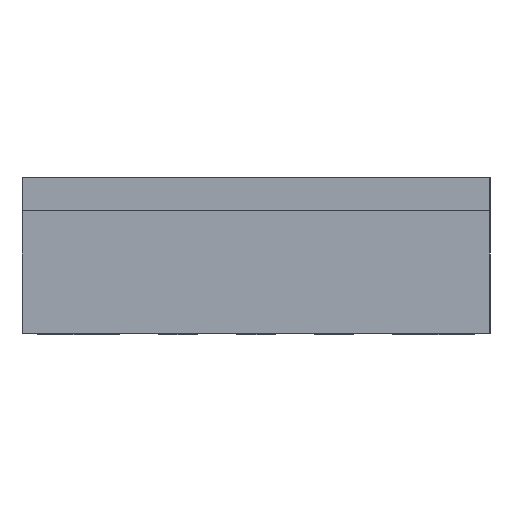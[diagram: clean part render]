
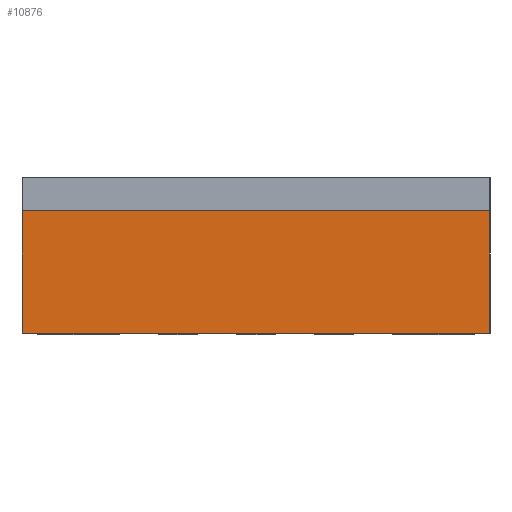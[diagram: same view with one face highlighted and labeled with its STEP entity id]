
A CAD part, left-side view. The second image highlights one B-rep face of the part: STEP entity #10876.
In plain terms, the highlighted planar face has unit normal (-1, 0, 0).
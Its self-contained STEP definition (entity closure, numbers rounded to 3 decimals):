
#419 = EDGE_CURVE ( 'NONE', #13278, #6313, #17305, .T. ) ;
#608 = DIRECTION ( 'NONE',  ( 0., 1., 0. ) ) ;
#725 = VERTEX_POINT ( 'NONE', #8409 ) ;
#1344 = CARTESIAN_POINT ( 'NONE',  ( -1.5, -1.5, 0.785 ) ) ;
#1736 = DIRECTION ( 'NONE',  ( 1., 0., 0. ) ) ;
#2039 = CARTESIAN_POINT ( 'NONE',  ( -1.5, -1.5, 0.785 ) ) ;
#2152 = DIRECTION ( 'NONE',  ( 0., -1., 0. ) ) ;
#2823 = ORIENTED_EDGE ( 'NONE', *, *, #7674, .T. ) ;
#3526 = LINE ( 'NONE', #15029, #17783 ) ;
#4207 = CARTESIAN_POINT ( 'NONE',  ( -1.5, 1.5, 0.785 ) ) ;
#4598 = CARTESIAN_POINT ( 'NONE',  ( -1.5, 1.5, 0. ) ) ;
#4739 = FACE_OUTER_BOUND ( 'NONE', #9665, .T. ) ;
#5906 = VERTEX_POINT ( 'NONE', #4598 ) ;
#6237 = PLANE ( 'NONE',  #13703 ) ;
#6313 = VERTEX_POINT ( 'NONE', #17239 ) ;
#6340 = ORIENTED_EDGE ( 'NONE', *, *, #6518, .T. ) ;
#6518 = EDGE_CURVE ( 'NONE', #5906, #6313, #3526, .T. ) ;
#7674 = EDGE_CURVE ( 'NONE', #725, #5906, #15295, .T. ) ;
#7839 = CARTESIAN_POINT ( 'NONE',  ( -1.5, 1.5, 0.785 ) ) ;
#8409 = CARTESIAN_POINT ( 'NONE',  ( -1.5, 1.5, 0.785 ) ) ;
#9374 = VECTOR ( 'NONE', #16120, 1000. ) ;
#9665 = EDGE_LOOP ( 'NONE', ( #6340, #16285, #15665, #2823 ) ) ;
#10358 = VECTOR ( 'NONE', #14509, 1000. ) ;
#10876 = ADVANCED_FACE ( 'NONE', ( #4739 ), #6237, .F. ) ;
#11270 = LINE ( 'NONE', #4207, #10358 ) ;
#11790 = VECTOR ( 'NONE', #13781, 1000. ) ;
#13278 = VERTEX_POINT ( 'NONE', #1344 ) ;
#13589 = CARTESIAN_POINT ( 'NONE',  ( -1.5, 1.5, 0.785 ) ) ;
#13703 = AXIS2_PLACEMENT_3D ( 'NONE', #7839, #1736, #608 ) ;
#13781 = DIRECTION ( 'NONE',  ( 0., 0., -1. ) ) ;
#14509 = DIRECTION ( 'NONE',  ( 0., -1., 0. ) ) ;
#15029 = CARTESIAN_POINT ( 'NONE',  ( -1.5, 1.5, 0. ) ) ;
#15234 = EDGE_CURVE ( 'NONE', #725, #13278, #11270, .T. ) ;
#15295 = LINE ( 'NONE', #13589, #11790 ) ;
#15665 = ORIENTED_EDGE ( 'NONE', *, *, #15234, .F. ) ;
#16120 = DIRECTION ( 'NONE',  ( 0., 0., -1. ) ) ;
#16285 = ORIENTED_EDGE ( 'NONE', *, *, #419, .F. ) ;
#17239 = CARTESIAN_POINT ( 'NONE',  ( -1.5, -1.5, 0. ) ) ;
#17305 = LINE ( 'NONE', #2039, #9374 ) ;
#17783 = VECTOR ( 'NONE', #2152, 1000. ) ;
